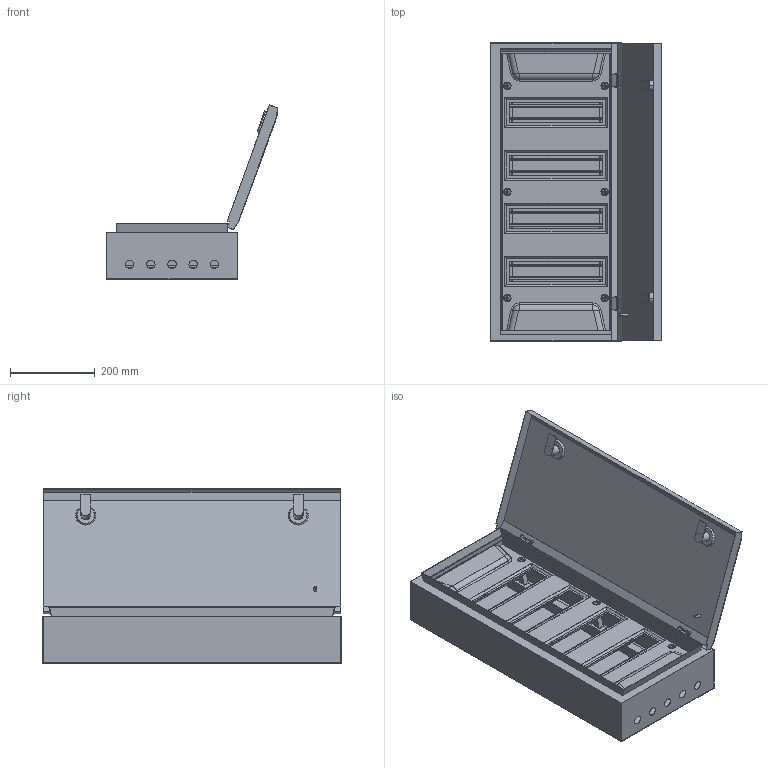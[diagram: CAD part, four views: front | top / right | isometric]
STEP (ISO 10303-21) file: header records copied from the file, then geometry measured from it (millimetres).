
FILE_DESCRIPTION (( 'STEP AP214' ), '1' );
FILE_NAME ('ShRN_48_PRO_IP54.STEP', '2016-09-23T09:42:34', ( 'user' ), ( '' ), 'SwSTEP 2.0', 'SolidWorks 2014', '' );
FILE_SCHEMA (( 'AUTOMOTIVE_DESIGN' ));
Length unit declared in the file: millimetre
Products named in the file (11): SC GOST 17473_gost_‚¨­â A.M5x10 ƒŽ‘’ 17473-80; Klipsa; Stoika Shin_‘â®©ª  ¤«ï è¨­; ShRN_48_PRO_IP54; Obolochka_SHRN_PRO_54_48; Panel_48; Support; Panel_ShRN-48; DIN-Reika_18 ｢箘ｬ箘｢; Stoika pan; Dver_PRO_54_48
Assembly tree (32 placements, depth 3):
  ShRN_48_PRO_IP54
    Obolochka_SHRN_PRO_54_48
    Dver_PRO_54_48
    DIN-Reika_18 ｢箘ｬ箘｢  x4
    Panel_48
      Panel_ShRN-48
      Klipsa  x6
      Stoika pan  x6
    SC GOST 17473_gost_‚¨­â A.M5x10 ƒŽ‘’ 17473-80  x8
    Stoika Shin_‘â®©ª  ¤«ï è¨­  x2
    Support  x2
Bounding box: 404.19 x 704 x 410.81 mm (x, y, z)
Volume: 1309520 mm3; surface area: 2255438.5 mm2
Topology: 31 solids, 31 shells, 1927 faces, 4810 edges, 2970 vertices
Faces by surface type: plane 1005, cylinder 454, bspline 212, torus 116, sphere 76, cone 64
Entity records: 26319 total; most frequent: CARTESIAN_POINT 5710, ORIENTED_EDGE 4162, DIRECTION 4142, EDGE_CURVE 2081, AXIS2_PLACEMENT_3D 1395, LINE 1352, VECTOR 1352, VERTEX_POINT 1337
